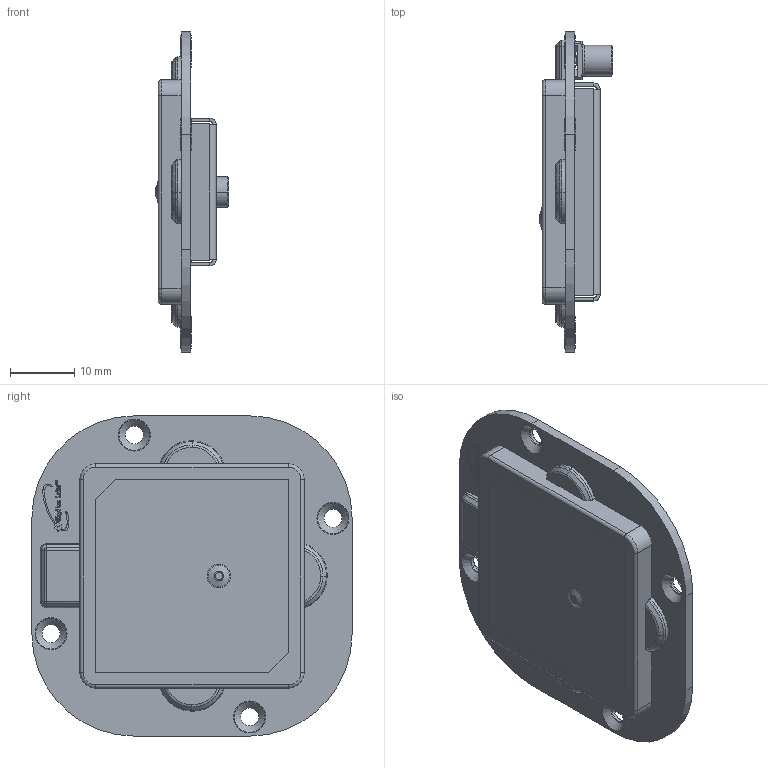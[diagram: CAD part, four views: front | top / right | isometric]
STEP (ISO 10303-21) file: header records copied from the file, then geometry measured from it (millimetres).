
FILE_DESCRIPTION (( '' ), '' );
FILE_NAME ('', '', ( '' ), ( '' ), '', '', '' );
FILE_SCHEMA (('CONFIG_CONTROL_DESIGN'));
Length unit declared in the file: millimetre
Products named in the file (11): NA_microPATCH_FM; GP.35A; GPS; gps2; R113426000; shield; pcb; pcb_1; cu; logo; glue
Assembly tree (10 placements, depth 3):
  NA_microPATCH_FM
    GP.35A
      GPS
      gps2
    R113426000
    shield
    pcb
      pcb_1
      cu
    logo
    glue
Bounding box: 11.4 x 50 x 50 mm (x, y, z)
Volume: 8652.1 mm3; surface area: 12763.2 mm2
Topology: 29 solids, 29 shells, 450 faces, 1089 edges, 735 vertices
Faces by surface type: plane 271, cylinder 79, cone 43, bspline 37, torus 20
Full cylindrical faces by diameter (mm): 1 x2, 1.05 x1, 2.8 x8, 5 x4
Entity records: 15354 total; most frequent: CARTESIAN_POINT 4570, ORIENTED_EDGE 2116, DIRECTION 2084, EDGE_CURVE 1058, AXIS2_PLACEMENT_3D 701, LINE 682, VECTOR 682, VERTEX_POINT 677
